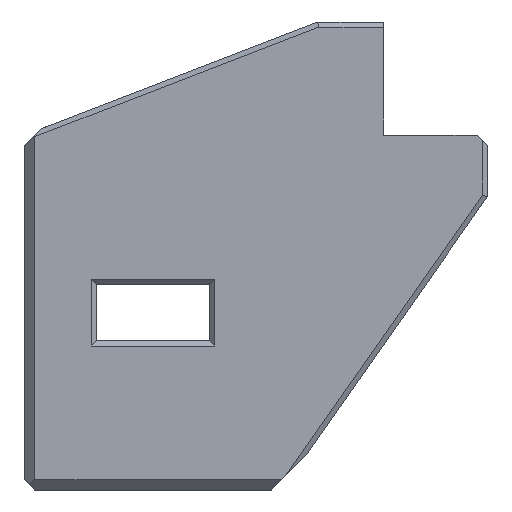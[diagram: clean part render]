
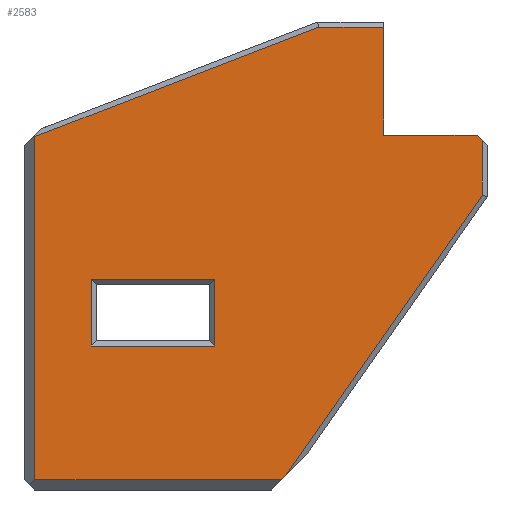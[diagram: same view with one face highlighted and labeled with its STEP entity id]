
A CAD part, front view. The second image highlights one B-rep face of the part: STEP entity #2583.
In plain terms, the highlighted planar face has unit normal (0, -1, 0).
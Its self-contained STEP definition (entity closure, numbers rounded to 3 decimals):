
#196=CARTESIAN_POINT('Vertex',(69.8,-34.5,34.5)) ;
#199=CARTESIAN_POINT('Line Origine',(78.9,-34.5,34.5)) ;
#203=CARTESIAN_POINT('Vertex',(88.,-34.5,34.5)) ;
#418=CARTESIAN_POINT('Line Origine',(45.5,-34.5,-32.5)) ;
#422=CARTESIAN_POINT('Vertex',(2.,-34.5,-32.5)) ;
#424=CARTESIAN_POINT('Vertex',(50.,-34.5,-32.5)) ;
#475=CARTESIAN_POINT('Vertex',(89.,-34.5,22.816)) ;
#478=CARTESIAN_POINT('Line Origine',(71.803,-34.5,-1.69)) ;
#482=CARTESIAN_POINT('Vertex',(50.61,-34.5,-31.89)) ;
#501=CARTESIAN_POINT('Line Origine',(89.,-34.5,11.)) ;
#505=CARTESIAN_POINT('Vertex',(89.,-34.5,33.5)) ;
#549=CARTESIAN_POINT('Line Origine',(89.,-34.5,33.5)) ;
#580=CARTESIAN_POINT('Vertex',(37.,-34.5,-6.5)) ;
#583=CARTESIAN_POINT('Line Origine',(37.,-34.5,12.)) ;
#587=CARTESIAN_POINT('Vertex',(37.,-34.5,6.5)) ;
#616=CARTESIAN_POINT('Vertex',(13.,-34.5,-6.5)) ;
#619=CARTESIAN_POINT('Line Origine',(45.5,-34.5,-6.5)) ;
#646=CARTESIAN_POINT('Vertex',(13.,-34.5,6.5)) ;
#649=CARTESIAN_POINT('Line Origine',(13.,-34.5,12.)) ;
#671=CARTESIAN_POINT('Line Origine',(45.5,-34.5,6.5)) ;
#2502=CARTESIAN_POINT('Line Origine',(69.8,-34.5,45.)) ;
#2506=CARTESIAN_POINT('Vertex',(69.8,-34.5,55.5)) ;
#2536=CARTESIAN_POINT('Axis2P3D Location',(0.,-34.5,34.5)) ;
#2541=CARTESIAN_POINT('Line Origine',(29.593,-34.5,44.85)) ;
#2545=CARTESIAN_POINT('Vertex',(57.186,-34.5,55.5)) ;
#2547=CARTESIAN_POINT('Vertex',(2.,-34.5,34.2)) ;
#2550=CARTESIAN_POINT('Line Origine',(2.,-34.5,0.85)) ;
#2555=CARTESIAN_POINT('Line Origine',(50.305,-34.5,-32.195)) ;
#2560=CARTESIAN_POINT('Line Origine',(63.493,-34.5,55.5)) ;
#200=DIRECTION('Vector Direction',(1.,0.,0.)) ;
#419=DIRECTION('Vector Direction',(1.,0.,0.)) ;
#479=DIRECTION('Vector Direction',(-0.574,0.,-0.819)) ;
#502=DIRECTION('Vector Direction',(0.,0.,-1.)) ;
#550=DIRECTION('Vector Direction',(0.707,0.,-0.707)) ;
#584=DIRECTION('Vector Direction',(0.,0.,-1.)) ;
#620=DIRECTION('Vector Direction',(1.,0.,0.)) ;
#650=DIRECTION('Vector Direction',(0.,0.,1.)) ;
#672=DIRECTION('Vector Direction',(-1.,0.,0.)) ;
#2503=DIRECTION('Vector Direction',(0.,0.,1.)) ;
#2537=DIRECTION('Axis2P3D Direction',(0.,-1.,0.)) ;
#2538=DIRECTION('Axis2P3D XDirection',(0.,0.,-1.)) ;
#2542=DIRECTION('Vector Direction',(-0.933,0.,-0.36)) ;
#2551=DIRECTION('Vector Direction',(0.,0.,-1.)) ;
#2556=DIRECTION('Vector Direction',(0.707,0.,0.707)) ;
#2561=DIRECTION('Vector Direction',(1.,0.,0.)) ;
#2539=AXIS2_PLACEMENT_3D('Plane Axis2P3D',#2536,#2537,#2538) ;
#2566=ORIENTED_EDGE('',*,*,#2549,.T.) ;
#2567=ORIENTED_EDGE('',*,*,#2554,.T.) ;
#2568=ORIENTED_EDGE('',*,*,#426,.T.) ;
#2569=ORIENTED_EDGE('',*,*,#2559,.F.) ;
#2570=ORIENTED_EDGE('',*,*,#484,.F.) ;
#2571=ORIENTED_EDGE('',*,*,#507,.F.) ;
#2572=ORIENTED_EDGE('',*,*,#553,.F.) ;
#2573=ORIENTED_EDGE('',*,*,#205,.F.) ;
#2574=ORIENTED_EDGE('',*,*,#2508,.T.) ;
#2575=ORIENTED_EDGE('',*,*,#2564,.F.) ;
#2578=ORIENTED_EDGE('',*,*,#589,.F.) ;
#2579=ORIENTED_EDGE('',*,*,#623,.F.) ;
#2580=ORIENTED_EDGE('',*,*,#653,.F.) ;
#2581=ORIENTED_EDGE('',*,*,#675,.F.) ;
#2582=FACE_BOUND('',#2577,.T.) ;
#201=VECTOR('Line Direction',#200,1.) ;
#420=VECTOR('Line Direction',#419,1.) ;
#480=VECTOR('Line Direction',#479,1.) ;
#503=VECTOR('Line Direction',#502,1.) ;
#551=VECTOR('Line Direction',#550,1.) ;
#585=VECTOR('Line Direction',#584,1.) ;
#621=VECTOR('Line Direction',#620,1.) ;
#651=VECTOR('Line Direction',#650,1.) ;
#673=VECTOR('Line Direction',#672,1.) ;
#2504=VECTOR('Line Direction',#2503,1.) ;
#2543=VECTOR('Line Direction',#2542,1.) ;
#2552=VECTOR('Line Direction',#2551,1.) ;
#2557=VECTOR('Line Direction',#2556,1.) ;
#2562=VECTOR('Line Direction',#2561,1.) ;
#2583=ADVANCED_FACE('PartBody',(#2576,#2582),#2540,.T.) ;
#205=EDGE_CURVE('',#197,#204,#202,.T.) ;
#426=EDGE_CURVE('',#423,#425,#421,.T.) ;
#484=EDGE_CURVE('',#476,#483,#481,.T.) ;
#507=EDGE_CURVE('',#506,#476,#504,.T.) ;
#553=EDGE_CURVE('',#204,#506,#552,.T.) ;
#589=EDGE_CURVE('',#581,#588,#586,.F.) ;
#623=EDGE_CURVE('',#617,#581,#622,.T.) ;
#653=EDGE_CURVE('',#647,#617,#652,.F.) ;
#675=EDGE_CURVE('',#588,#647,#674,.T.) ;
#2508=EDGE_CURVE('',#197,#2507,#2505,.T.) ;
#2549=EDGE_CURVE('',#2546,#2548,#2544,.T.) ;
#2554=EDGE_CURVE('',#2548,#423,#2553,.T.) ;
#2559=EDGE_CURVE('',#483,#425,#2558,.F.) ;
#2564=EDGE_CURVE('',#2546,#2507,#2563,.T.) ;
#2565=EDGE_LOOP('',(#2566,#2567,#2568,#2569,#2570,#2571,#2572,#2573,#2574,#2575)) ;
#2577=EDGE_LOOP('',(#2578,#2579,#2580,#2581)) ;
#2576=FACE_OUTER_BOUND('',#2565,.T.) ;
#202=LINE('Line',#199,#201) ;
#421=LINE('Line',#418,#420) ;
#481=LINE('Line',#478,#480) ;
#504=LINE('Line',#501,#503) ;
#552=LINE('Line',#549,#551) ;
#586=LINE('Line',#583,#585) ;
#622=LINE('Line',#619,#621) ;
#652=LINE('Line',#649,#651) ;
#674=LINE('Line',#671,#673) ;
#2505=LINE('Line',#2502,#2504) ;
#2544=LINE('Line',#2541,#2543) ;
#2553=LINE('Line',#2550,#2552) ;
#2558=LINE('Line',#2555,#2557) ;
#2563=LINE('Line',#2560,#2562) ;
#2540=PLANE('',#2539) ;
#197=VERTEX_POINT('',#196) ;
#204=VERTEX_POINT('',#203) ;
#423=VERTEX_POINT('',#422) ;
#425=VERTEX_POINT('',#424) ;
#476=VERTEX_POINT('',#475) ;
#483=VERTEX_POINT('',#482) ;
#506=VERTEX_POINT('',#505) ;
#581=VERTEX_POINT('',#580) ;
#588=VERTEX_POINT('',#587) ;
#617=VERTEX_POINT('',#616) ;
#647=VERTEX_POINT('',#646) ;
#2507=VERTEX_POINT('',#2506) ;
#2546=VERTEX_POINT('',#2545) ;
#2548=VERTEX_POINT('',#2547) ;
